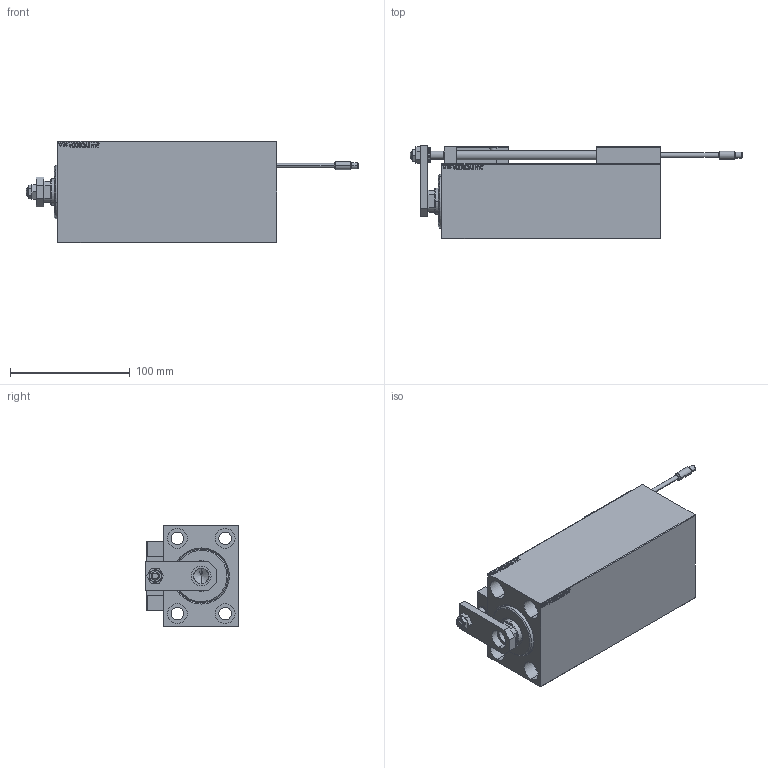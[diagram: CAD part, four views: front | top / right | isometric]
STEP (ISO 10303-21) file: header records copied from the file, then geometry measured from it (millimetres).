
FILE_DESCRIPTION (( 'STEP AP203' ), '1' );
FILE_NAME ('498c.STEP', '2021-03-19T00:20:29', ( '' ), ( '' ), 'SwSTEP 2.0', 'SolidWorks 2019', '' );
FILE_SCHEMA (( 'CONFIG_CONTROL_DESIGN' ));
Length unit declared in the file: millimetre
Products named in the file (16): V450CM_C 47f45bd5384ce252186c0fb5401cc916; ALLEN BOLT D8 47f45bd5384ce252186c0fb5401cc916; MAGNET 47f45bd5384ce252186c0fb5401cc916; SWITCH_X_FRONT_BACK 47f45bd5384ce252186c0fb5401cc916; KONCOVKA_Y 47f45bd5384ce252186c0fb5401cc916; Block 47f45bd5384ce252186c0fb5401cc916; TYC_L79 47f45bd5384ce252186c0fb5401cc916; V450CM_C_VCP 47f45bd5384ce252186c0fb5401cc916; SWITCH X 47f45bd5384ce252186c0fb5401cc916; V450CM_VC_B 47f45bd5384ce252186c0fb5401cc916; NUT_D10 47f45bd5384ce252186c0fb5401cc916; SWITCH DIM B,W 47f45bd5384ce252186c0fb5401cc916; ZARAZKA 47f45bd5384ce252186c0fb5401cc916; NUT_D12 47f45bd5384ce252186c0fb5401cc916; 498c; ALLEN BOLT D5 47f45bd5384ce252186c0fb5401cc916
Assembly tree (25 placements, depth 3):
  498c
    V450CM_C 47f45bd5384ce252186c0fb5401cc916
    SWITCH X 47f45bd5384ce252186c0fb5401cc916
      SWITCH_X_FRONT_BACK 47f45bd5384ce252186c0fb5401cc916  x2
      TYC_L79 47f45bd5384ce252186c0fb5401cc916
      Block 47f45bd5384ce252186c0fb5401cc916  x2
      ALLEN BOLT D5 47f45bd5384ce252186c0fb5401cc916  x4
      ALLEN BOLT D8 47f45bd5384ce252186c0fb5401cc916  x4
      MAGNET 47f45bd5384ce252186c0fb5401cc916  x2
      KONCOVKA_Y 47f45bd5384ce252186c0fb5401cc916  x2
    NUT_D12 47f45bd5384ce252186c0fb5401cc916
    SWITCH DIM B,W 47f45bd5384ce252186c0fb5401cc916
    ZARAZKA 47f45bd5384ce252186c0fb5401cc916
    NUT_D10 47f45bd5384ce252186c0fb5401cc916
    V450CM_C_VCP 47f45bd5384ce252186c0fb5401cc916
    V450CM_VC_B 47f45bd5384ce252186c0fb5401cc916
Bounding box: 277.7 x 78.5 x 85 mm (x, y, z)
Volume: 854064.6 mm3; surface area: 170424.1 mm2
Topology: 24 solids, 24 shells, 1317 faces, 3138 edges, 2002 vertices
Faces by surface type: plane 570, bspline 380, cylinder 194, cone 121, torus 48, sphere 4
Entity records: 50965 total; most frequent: CARTESIAN_POINT 26098, ORIENTED_EDGE 5252, DIRECTION 3569, EDGE_CURVE 2626, VERTEX_POINT 1714, VECTOR 1503, LINE 1503, EDGE_LOOP 1218
